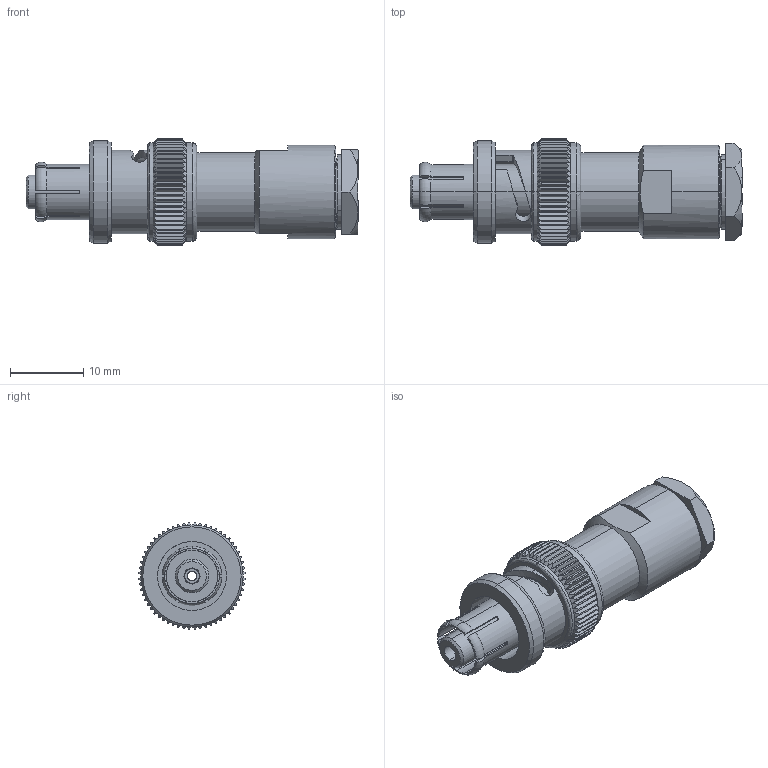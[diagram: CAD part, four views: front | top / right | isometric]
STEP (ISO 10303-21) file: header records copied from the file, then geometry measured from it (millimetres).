
FILE_DESCRIPTION (( 'STEP AP214' ), '1' );
FILE_NAME ('FMCN5247_3D.step', '2024-07-31T22:55:19', ( '' ), ( '' ), 'SwSTEP 2.0', 'SolidWorks 2022', '' );
FILE_SCHEMA (( 'AUTOMOTIVE_DESIGN' ));
Length unit declared in the file: inch
Products named in the file (8): FMCN5247_3D; PE4498_FMCN5247; Insulator_FMCN5247; Gasket_FMCN5247; Thinner  Washer_FMCN5247; Clamp_FMCN5247; SC Contact_FMCN5247_-02; Nut_FMCN5247
Assembly tree (7 placements, depth 2):
  FMCN5247_3D
    PE4498_FMCN5247
    SC Contact_FMCN5247_-02
    Insulator_FMCN5247
    Clamp_FMCN5247
    Gasket_FMCN5247
    Nut_FMCN5247
    Thinner  Washer_FMCN5247
Bounding box: 45.21 x 14.47 x 14.47 mm (x, y, z)
Volume: 3225 mm3; surface area: 5260.6 mm2
Topology: 7 solids, 8 shells, 415 faces, 1115 edges, 730 vertices
Faces by surface type: plane 209, cylinder 145, cone 38, bspline 14, torus 9
Entity records: 15882 total; most frequent: CARTESIAN_POINT 5520, ORIENTED_EDGE 2230, DIRECTION 1895, EDGE_CURVE 1115, AXIS2_PLACEMENT_3D 749, VERTEX_POINT 730, EDGE_LOOP 447, ADVANCED_FACE 415
